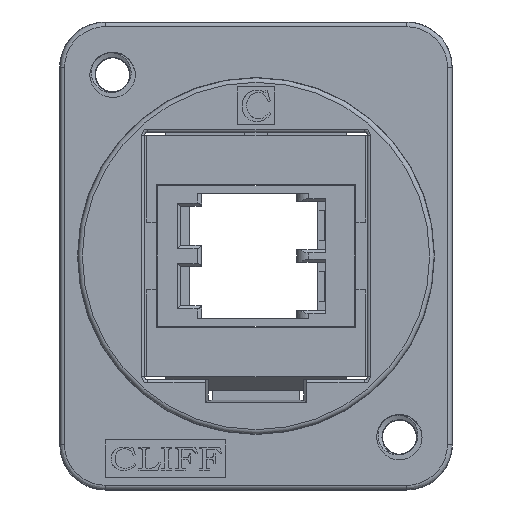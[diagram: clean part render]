
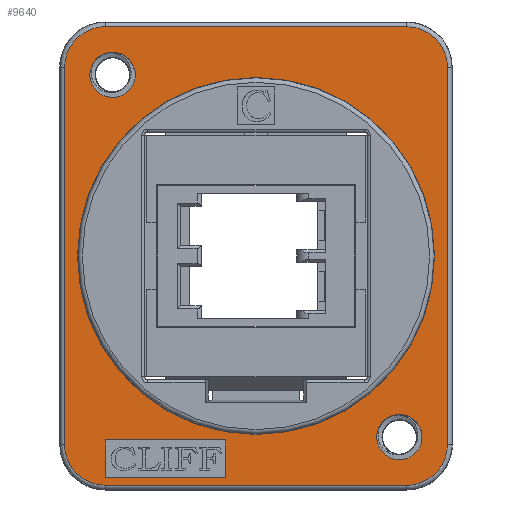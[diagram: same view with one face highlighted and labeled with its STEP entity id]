
A CAD part, front view. The second image highlights one B-rep face of the part: STEP entity #9640.
In plain terms, the highlighted planar face has unit normal (0, -1, 0).
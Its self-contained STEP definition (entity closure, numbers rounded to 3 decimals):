
#45=ELLIPSE('',#10185,2.7,2.7);
#46=ELLIPSE('',#10186,2.7,2.7);
#47=ELLIPSE('',#10187,2.7,2.7);
#48=ELLIPSE('',#10188,2.7,2.7);
#102=FACE_BOUND('',#1279,.T.);
#103=FACE_BOUND('',#1280,.T.);
#104=FACE_BOUND('',#1281,.T.);
#105=FACE_BOUND('',#1282,.T.);
#262=PLANE('',#10184);
#778=FACE_OUTER_BOUND('',#1278,.T.);
#1278=EDGE_LOOP('',(#7532,#7533,#7534,#7535,#7536,#7537,#7538,#7539));
#1279=EDGE_LOOP('',(#7540));
#1280=EDGE_LOOP('',(#7541));
#1281=EDGE_LOOP('',(#7542,#7543,#7544,#7545));
#1282=EDGE_LOOP('',(#7546));
#1528=CIRCLE('',#9911,1.5);
#1530=CIRCLE('',#9916,1.5);
#1556=CIRCLE('',#9975,11.823);
#2258=LINE('',#18479,#3260);
#2262=LINE('',#18487,#3264);
#2265=LINE('',#18493,#3267);
#2268=LINE('',#18498,#3270);
#2297=LINE('',#18593,#3299);
#2298=LINE('',#18597,#3300);
#2299=LINE('',#18601,#3301);
#2300=LINE('',#18604,#3302);
#3260=VECTOR('',#11437,2.5);
#3264=VECTOR('',#11443,8.);
#3267=VECTOR('',#11448,2.5);
#3270=VECTOR('',#11453,8.);
#3299=VECTOR('',#11538,24.965);
#3300=VECTOR('',#11541,19.965);
#3301=VECTOR('',#11544,24.965);
#3302=VECTOR('',#11547,19.965);
#3876=VERTEX_POINT('',#14533);
#3888=VERTEX_POINT('',#16077);
#3985=VERTEX_POINT('',#16475);
#4303=VERTEX_POINT('',#18477);
#4304=VERTEX_POINT('',#18478);
#4307=VERTEX_POINT('',#18486);
#4309=VERTEX_POINT('',#18492);
#4333=VERTEX_POINT('',#18589);
#4334=VERTEX_POINT('',#18590);
#4335=VERTEX_POINT('',#18592);
#4336=VERTEX_POINT('',#18594);
#4337=VERTEX_POINT('',#18596);
#4338=VERTEX_POINT('',#18598);
#4339=VERTEX_POINT('',#18600);
#4340=VERTEX_POINT('',#18602);
#4789=EDGE_CURVE('',#3876,#3876,#1528,.T.);
#4810=EDGE_CURVE('',#3888,#3888,#1530,.T.);
#4929=EDGE_CURVE('',#3985,#3985,#1556,.T.);
#5430=EDGE_CURVE('',#4303,#4304,#2258,.T.);
#5434=EDGE_CURVE('',#4307,#4303,#2262,.T.);
#5437=EDGE_CURVE('',#4309,#4307,#2265,.T.);
#5440=EDGE_CURVE('',#4304,#4309,#2268,.T.);
#5482=EDGE_CURVE('',#4333,#4334,#45,.T.);
#5483=EDGE_CURVE('',#4335,#4333,#2297,.T.);
#5484=EDGE_CURVE('',#4336,#4335,#46,.T.);
#5485=EDGE_CURVE('',#4337,#4336,#2298,.T.);
#5486=EDGE_CURVE('',#4338,#4337,#47,.T.);
#5487=EDGE_CURVE('',#4339,#4338,#2299,.T.);
#5488=EDGE_CURVE('',#4340,#4339,#48,.T.);
#5489=EDGE_CURVE('',#4334,#4340,#2300,.T.);
#7532=ORIENTED_EDGE('',*,*,#5482,.F.);
#7533=ORIENTED_EDGE('',*,*,#5483,.F.);
#7534=ORIENTED_EDGE('',*,*,#5484,.F.);
#7535=ORIENTED_EDGE('',*,*,#5485,.F.);
#7536=ORIENTED_EDGE('',*,*,#5486,.F.);
#7537=ORIENTED_EDGE('',*,*,#5487,.F.);
#7538=ORIENTED_EDGE('',*,*,#5488,.F.);
#7539=ORIENTED_EDGE('',*,*,#5489,.F.);
#7540=ORIENTED_EDGE('',*,*,#4789,.T.);
#7541=ORIENTED_EDGE('',*,*,#4810,.T.);
#7542=ORIENTED_EDGE('',*,*,#5430,.T.);
#7543=ORIENTED_EDGE('',*,*,#5440,.T.);
#7544=ORIENTED_EDGE('',*,*,#5437,.T.);
#7545=ORIENTED_EDGE('',*,*,#5434,.T.);
#7546=ORIENTED_EDGE('',*,*,#4929,.T.);
#9640=ADVANCED_FACE('',(#778,#102,#103,#104,#105),#262,.T.);
#9911=AXIS2_PLACEMENT_3D('',#14534,#10534,#10535);
#9916=AXIS2_PLACEMENT_3D('',#16078,#10544,#10545);
#9975=AXIS2_PLACEMENT_3D('',#16476,#10733,#10734);
#10184=AXIS2_PLACEMENT_3D('',#18588,#11534,#11535);
#10185=AXIS2_PLACEMENT_3D('',#18591,#11536,#11537);
#10186=AXIS2_PLACEMENT_3D('',#18595,#11539,#11540);
#10187=AXIS2_PLACEMENT_3D('',#18599,#11542,#11543);
#10188=AXIS2_PLACEMENT_3D('',#18603,#11545,#11546);
#10534=DIRECTION('center_axis',(0.,1.,0.));
#10535=DIRECTION('ref_axis',(-1.,0.,0.));
#10544=DIRECTION('center_axis',(0.,1.,0.));
#10545=DIRECTION('ref_axis',(-1.,0.,0.));
#10733=DIRECTION('center_axis',(0.,1.,0.));
#10734=DIRECTION('ref_axis',(-1.,0.,0.));
#11437=DIRECTION('',(0.,0.,1.));
#11443=DIRECTION('',(-1.,0.,0.));
#11448=DIRECTION('',(0.,0.,-1.));
#11453=DIRECTION('',(1.,0.,0.));
#11534=DIRECTION('center_axis',(0.,-1.,0.));
#11535=DIRECTION('ref_axis',(1.,0.,0.));
#11536=DIRECTION('center_axis',(0.,1.,0.));
#11537=DIRECTION('ref_axis',(-0.707,0.,0.707));
#11538=DIRECTION('',(0.,0.,1.));
#11539=DIRECTION('center_axis',(0.,1.,0.));
#11540=DIRECTION('ref_axis',(-0.707,0.,-0.707));
#11541=DIRECTION('',(-1.,0.,0.));
#11542=DIRECTION('center_axis',(0.,1.,0.));
#11543=DIRECTION('ref_axis',(0.707,0.,-0.707));
#11544=DIRECTION('',(0.,0.,-1.));
#11545=DIRECTION('center_axis',(0.,1.,0.));
#11546=DIRECTION('ref_axis',(0.707,0.,0.707));
#11547=DIRECTION('',(1.,0.,0.));
#14533=CARTESIAN_POINT('',(-8.,-2.3,12.));
#14534=CARTESIAN_POINT('Origin',(-9.5,-2.3,12.));
#16077=CARTESIAN_POINT('',(11.,-2.3,-12.));
#16078=CARTESIAN_POINT('Origin',(9.5,-2.3,-12.));
#16475=CARTESIAN_POINT('',(11.823,-2.3,0.));
#16476=CARTESIAN_POINT('Origin',(0.,-2.3,0.));
#18477=CARTESIAN_POINT('',(-10.,-2.3,-14.683));
#18478=CARTESIAN_POINT('',(-10.,-2.3,-12.183));
#18479=CARTESIAN_POINT('',(-10.,-2.3,-7.341));
#18486=CARTESIAN_POINT('',(-2.,-2.3,-14.683));
#18487=CARTESIAN_POINT('',(-1.,-2.3,-14.683));
#18492=CARTESIAN_POINT('',(-2.,-2.3,-12.183));
#18493=CARTESIAN_POINT('',(-2.,-2.3,-6.091));
#18498=CARTESIAN_POINT('',(-5.,-2.3,-12.183));
#18588=CARTESIAN_POINT('Origin',(0.,-2.3,
0.));
#18589=CARTESIAN_POINT('',(-12.683,-2.3,12.483));
#18590=CARTESIAN_POINT('',(-9.983,-2.3,15.183));
#18591=CARTESIAN_POINT('Origin',(-9.982,-2.3,12.482));
#18592=CARTESIAN_POINT('',(-12.683,-2.3,-12.483));
#18593=CARTESIAN_POINT('',(-12.683,-2.3,-7.75));
#18594=CARTESIAN_POINT('',(-9.983,-2.3,-15.183));
#18595=CARTESIAN_POINT('Origin',(-9.982,-2.3,-12.482));
#18596=CARTESIAN_POINT('',(9.983,-2.3,-15.183));
#18597=CARTESIAN_POINT('',(6.5,-2.3,-15.183));
#18598=CARTESIAN_POINT('',(12.683,-2.3,-12.483));
#18599=CARTESIAN_POINT('Origin',(9.982,-2.3,-12.482));
#18600=CARTESIAN_POINT('',(12.683,-2.3,12.483));
#18601=CARTESIAN_POINT('',(12.683,-2.3,7.75));
#18602=CARTESIAN_POINT('',(9.983,-2.3,15.183));
#18603=CARTESIAN_POINT('Origin',(9.982,-2.3,12.482));
#18604=CARTESIAN_POINT('',(-6.5,-2.3,15.183));
